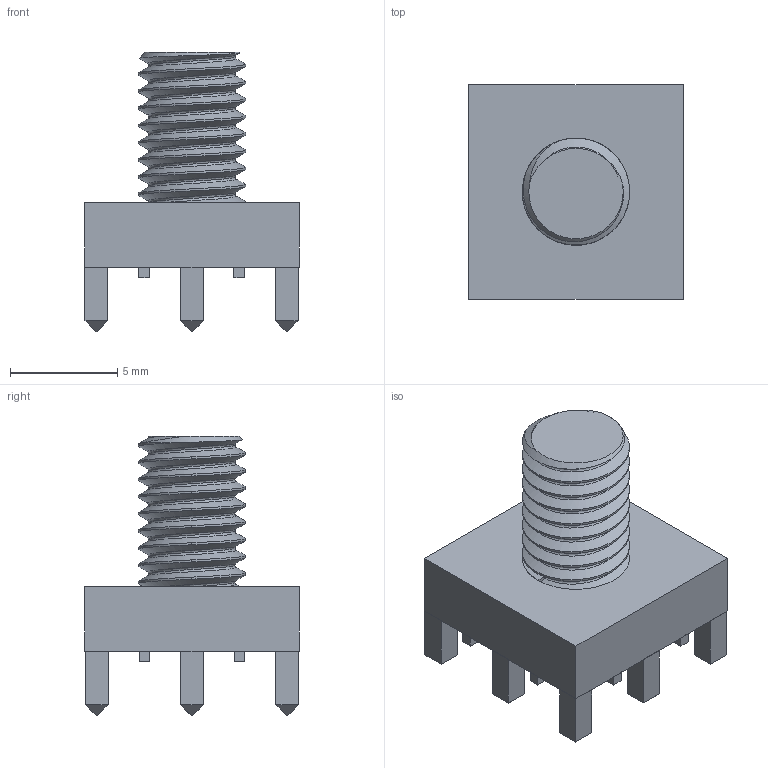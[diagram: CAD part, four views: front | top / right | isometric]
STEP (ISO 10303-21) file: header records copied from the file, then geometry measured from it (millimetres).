
FILE_DESCRIPTION(/* description */ ('Unknown'),/* implementation_level */ '2;1');
FILE_NAME(/* name */ 'MP_Wurth_WP-THRSH_74651195',/* time_stamp */ '2026-01-21T10:50:52+08:00',/* author */ ('Unknown'),/* organization */ ('Unknown'),/* preprocessor_version */ 'ST-DEVELOPER v19.4',/* originating_system */ 'Solid Edge',/* authorisation */ 'Unknown');
FILE_SCHEMA (('AUTOMOTIVE_DESIGN {1 0 10303 214 3 1 1}'));
Length unit declared in the file: millimetre
Products named in the file (1): MP_Wurth_WP-THRSH_74651195
Bounding box: 10 x 10 x 13 mm (x, y, z)
Volume: 439.8 mm3; surface area: 623.2 mm2
Topology: 1 solids, 1 shells, 196 faces, 465 edges, 297 vertices
Faces by surface type: plane 170, cylinder 20, bspline 5, cone 1
Full cylindrical faces by diameter (mm): 5 x1
Entity records: 9794 total; most frequent: CARTESIAN_POINT 5383, ORIENTED_EDGE 930, DIRECTION 807, EDGE_CURVE 465, LINE 407, VECTOR 407, VERTEX_POINT 297, EDGE_LOOP 222
